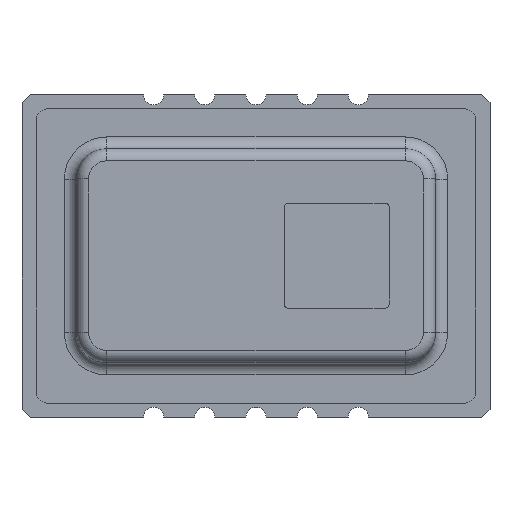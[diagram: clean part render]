
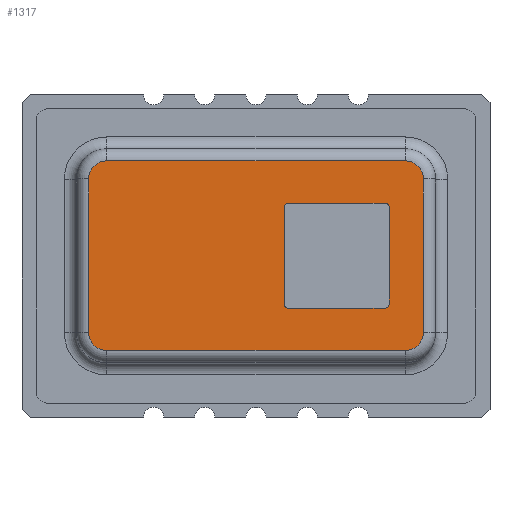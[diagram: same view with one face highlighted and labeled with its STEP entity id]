
A CAD part, top view. The second image highlights one B-rep face of the part: STEP entity #1317.
In plain terms, the highlighted planar face has unit normal (0, 0, 1).
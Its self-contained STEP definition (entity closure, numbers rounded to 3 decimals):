
#20=FACE_BOUND('',#283,.T.);
#99=CIRCLE('',#1410,0.1);
#101=CIRCLE('',#1414,0.1);
#104=CIRCLE('',#1420,0.1);
#105=CIRCLE('',#1423,0.1);
#131=CIRCLE('',#1465,0.45);
#134=CIRCLE('',#1470,0.45);
#137=CIRCLE('',#1475,0.45);
#140=CIRCLE('',#1480,0.45);
#207=FACE_OUTER_BOUND('',#282,.T.);
#282=EDGE_LOOP('',(#1152,#1153,#1154,#1155,#1156,#1157,#1158,#1159));
#283=EDGE_LOOP('',(#1160,#1161,#1162,#1163,#1164,#1165,#1166,#1167));
#364=LINE('',#2103,#484);
#370=LINE('',#2124,#490);
#373=LINE('',#2132,#493);
#375=LINE('',#2137,#495);
#396=LINE('',#2228,#516);
#397=LINE('',#2236,#517);
#398=LINE('',#2244,#518);
#399=LINE('',#2255,#519);
#484=VECTOR('',#1684,10.);
#490=VECTOR('',#1704,10.);
#493=VECTOR('',#1713,10.);
#495=VECTOR('',#1721,10.);
#516=VECTOR('',#1818,10.);
#517=VECTOR('',#1829,10.);
#518=VECTOR('',#1840,10.);
#519=VECTOR('',#1853,10.);
#594=VERTEX_POINT('',#2093);
#595=VERTEX_POINT('',#2095);
#597=VERTEX_POINT('',#2101);
#600=VERTEX_POINT('',#2108);
#601=VERTEX_POINT('',#2110);
#605=VERTEX_POINT('',#2123);
#606=VERTEX_POINT('',#2127);
#607=VERTEX_POINT('',#2131);
#637=VERTEX_POINT('',#2222);
#639=VERTEX_POINT('',#2226);
#640=VERTEX_POINT('',#2230);
#641=VERTEX_POINT('',#2234);
#642=VERTEX_POINT('',#2238);
#643=VERTEX_POINT('',#2242);
#645=VERTEX_POINT('',#2247);
#647=VERTEX_POINT('',#2253);
#742=EDGE_CURVE('',#594,#595,#99,.T.);
#746=EDGE_CURVE('',#594,#597,#364,.T.);
#749=EDGE_CURVE('',#600,#601,#101,.T.);
#756=EDGE_CURVE('',#605,#601,#370,.T.);
#758=EDGE_CURVE('',#605,#606,#104,.T.);
#760=EDGE_CURVE('',#607,#606,#373,.T.);
#762=EDGE_CURVE('',#607,#597,#105,.T.);
#763=EDGE_CURVE('',#600,#595,#375,.T.);
#808=EDGE_CURVE('',#639,#637,#396,.T.);
#810=EDGE_CURVE('',#640,#639,#131,.T.);
#812=EDGE_CURVE('',#641,#640,#397,.T.);
#814=EDGE_CURVE('',#642,#641,#134,.T.);
#816=EDGE_CURVE('',#643,#642,#398,.T.);
#818=EDGE_CURVE('',#645,#643,#137,.T.);
#821=EDGE_CURVE('',#647,#645,#399,.T.);
#823=EDGE_CURVE('',#637,#647,#140,.T.);
#1152=ORIENTED_EDGE('',*,*,#808,.F.);
#1153=ORIENTED_EDGE('',*,*,#810,.F.);
#1154=ORIENTED_EDGE('',*,*,#812,.F.);
#1155=ORIENTED_EDGE('',*,*,#814,.F.);
#1156=ORIENTED_EDGE('',*,*,#816,.F.);
#1157=ORIENTED_EDGE('',*,*,#818,.F.);
#1158=ORIENTED_EDGE('',*,*,#821,.F.);
#1159=ORIENTED_EDGE('',*,*,#823,.F.);
#1160=ORIENTED_EDGE('',*,*,#756,.T.);
#1161=ORIENTED_EDGE('',*,*,#749,.F.);
#1162=ORIENTED_EDGE('',*,*,#763,.T.);
#1163=ORIENTED_EDGE('',*,*,#742,.F.);
#1164=ORIENTED_EDGE('',*,*,#746,.T.);
#1165=ORIENTED_EDGE('',*,*,#762,.F.);
#1166=ORIENTED_EDGE('',*,*,#760,.T.);
#1167=ORIENTED_EDGE('',*,*,#758,.F.);
#1249=PLANE('',#1483);
#1317=ADVANCED_FACE('',(#207,#20),#1249,.T.);
#1410=AXIS2_PLACEMENT_3D('',#2096,#1677,#1678);
#1414=AXIS2_PLACEMENT_3D('',#2111,#1690,#1691);
#1420=AXIS2_PLACEMENT_3D('',#2128,#1708,#1709);
#1423=AXIS2_PLACEMENT_3D('',#2135,#1717,#1718);
#1465=AXIS2_PLACEMENT_3D('',#2232,#1823,#1824);
#1470=AXIS2_PLACEMENT_3D('',#2240,#1834,#1835);
#1475=AXIS2_PLACEMENT_3D('',#2249,#1845,#1846);
#1480=AXIS2_PLACEMENT_3D('',#2258,#1857,#1858);
#1483=AXIS2_PLACEMENT_3D('',#2262,#1864,#1865);
#1677=DIRECTION('center_axis',(0.,0.,1.));
#1678=DIRECTION('ref_axis',(-0.707,-0.707,0.));
#1684=DIRECTION('',(0.,1.,0.));
#1690=DIRECTION('center_axis',(0.,0.,1.));
#1691=DIRECTION('ref_axis',(0.707,-0.707,0.));
#1704=DIRECTION('',(0.,-1.,0.));
#1708=DIRECTION('center_axis',(0.,0.,1.));
#1709=DIRECTION('ref_axis',(0.707,0.707,0.));
#1713=DIRECTION('',(1.,0.,0.));
#1717=DIRECTION('center_axis',(0.,0.,1.));
#1718=DIRECTION('ref_axis',(-0.707,0.707,0.));
#1721=DIRECTION('',(-1.,0.,0.));
#1818=DIRECTION('',(0.,-1.,0.));
#1823=DIRECTION('center_axis',(0.,0.,-1.));
#1824=DIRECTION('ref_axis',(0.707,0.707,0.));
#1829=DIRECTION('',(1.,0.,0.));
#1834=DIRECTION('center_axis',(0.,0.,-1.));
#1835=DIRECTION('ref_axis',(-0.707,0.707,0.));
#1840=DIRECTION('',(0.,1.,0.));
#1845=DIRECTION('center_axis',(0.,0.,-1.));
#1846=DIRECTION('ref_axis',(-0.707,-0.707,0.));
#1853=DIRECTION('',(-1.,0.,0.));
#1857=DIRECTION('center_axis',(0.,0.,-1.));
#1858=DIRECTION('ref_axis',(0.707,-0.707,0.));
#1864=DIRECTION('center_axis',(0.,0.,1.));
#1865=DIRECTION('ref_axis',(-1.,0.,0.));
#2093=CARTESIAN_POINT('',(0.7,-1.2,5.95));
#2095=CARTESIAN_POINT('',(0.8,-1.3,5.95));
#2096=CARTESIAN_POINT('Origin',(0.8,-1.2,5.95));
#2101=CARTESIAN_POINT('',(0.7,1.2,5.95));
#2103=CARTESIAN_POINT('',(0.7,-0.65,5.95));
#2108=CARTESIAN_POINT('',(3.2,-1.3,5.95));
#2110=CARTESIAN_POINT('',(3.3,-1.2,5.95));
#2111=CARTESIAN_POINT('Origin',(3.2,-1.2,5.95));
#2123=CARTESIAN_POINT('',(3.3,1.2,5.95));
#2124=CARTESIAN_POINT('',(3.3,0.65,5.95));
#2127=CARTESIAN_POINT('',(3.2,1.3,5.95));
#2128=CARTESIAN_POINT('Origin',(3.2,1.2,5.95));
#2131=CARTESIAN_POINT('',(0.8,1.3,5.95));
#2132=CARTESIAN_POINT('',(0.35,1.3,5.95));
#2135=CARTESIAN_POINT('Origin',(0.8,1.2,5.95));
#2137=CARTESIAN_POINT('',(1.65,-1.3,5.95));
#2222=CARTESIAN_POINT('',(4.15,-1.9,5.95));
#2226=CARTESIAN_POINT('',(4.15,1.9,5.95));
#2228=CARTESIAN_POINT('',(4.15,-0.95,5.95));
#2230=CARTESIAN_POINT('',(3.7,2.35,5.95));
#2232=CARTESIAN_POINT('Origin',(3.7,1.9,5.95));
#2234=CARTESIAN_POINT('',(-3.7,2.35,5.95));
#2236=CARTESIAN_POINT('',(1.85,2.35,5.95));
#2238=CARTESIAN_POINT('',(-4.15,1.9,5.95));
#2240=CARTESIAN_POINT('Origin',(-3.7,1.9,5.95));
#2242=CARTESIAN_POINT('',(-4.15,-1.9,5.95));
#2244=CARTESIAN_POINT('',(-4.15,0.95,5.95));
#2247=CARTESIAN_POINT('',(-3.7,-2.35,5.95));
#2249=CARTESIAN_POINT('Origin',(-3.7,-1.9,5.95));
#2253=CARTESIAN_POINT('',(3.7,-2.35,5.95));
#2255=CARTESIAN_POINT('',(-1.85,-2.35,5.95));
#2258=CARTESIAN_POINT('Origin',(3.7,-1.9,5.95));
#2262=CARTESIAN_POINT('Origin',(0.,0.,5.95));
